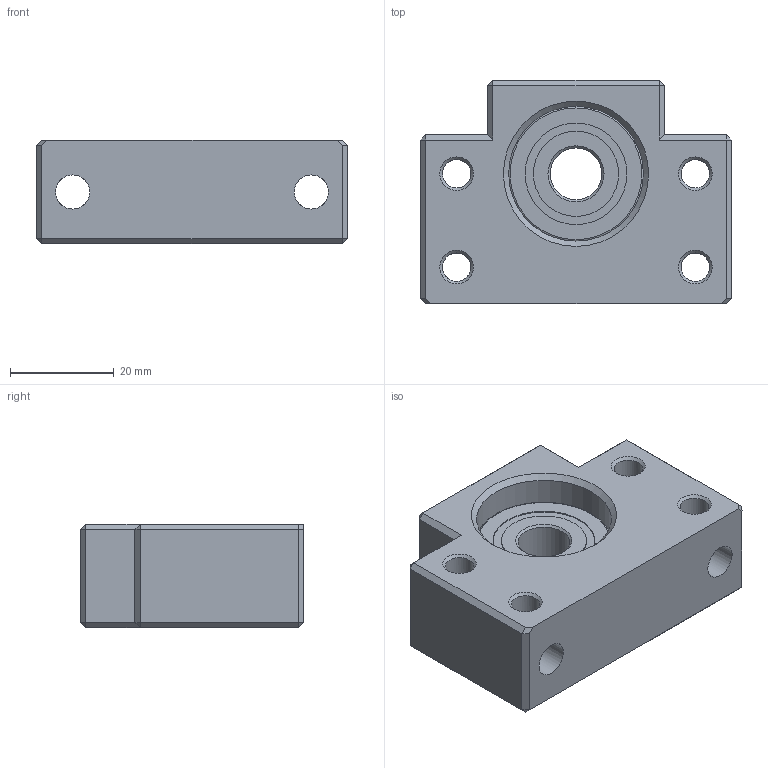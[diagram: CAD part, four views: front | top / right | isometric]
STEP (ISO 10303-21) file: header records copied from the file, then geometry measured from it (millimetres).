
FILE_DESCRIPTION(/* description */ (''),/* implementation_level */ '2;1');
FILE_NAME(/* name */ 'BF12.step',/* time_stamp */ '2024-03-04T18:39:57Z',/* author */ (''),/* organization */ (''),/* preprocessor_version */ 'ST-DEVELOPER v20',/* originating_system */ 'Autodesk Translation Framework v12.20.1.177',/* authorisation */ '');
FILE_SCHEMA (('AUTOMOTIVE_DESIGN { 1 0 10303 214 3 1 1 }'));
Length unit declared in the file: millimetre
Products named in the file (1): BF12(Mirror)
Bounding box: 60 x 43 x 20 mm (x, y, z)
Volume: 34835.6 mm3; surface area: 12350.1 mm2
Topology: 1 solids, 2 shells, 219 faces, 658 edges, 406 vertices
Faces by surface type: torus 82, plane 53, cylinder 47, sphere 23, cone 14
Full cylindrical faces by diameter (mm): 5.5 x8, 6.6 x2, 10 x1, 10.8 x2, 16.418 x4, 19.582 x4, 26 x2
Entity records: 9100 total; most frequent: CARTESIAN_POINT 2832, ORIENTED_EDGE 1372, DIRECTION 1318, EDGE_CURVE 686, AXIS2_PLACEMENT_3D 596, VERTEX_POINT 406, CIRCLE 376, EDGE_LOOP 290
